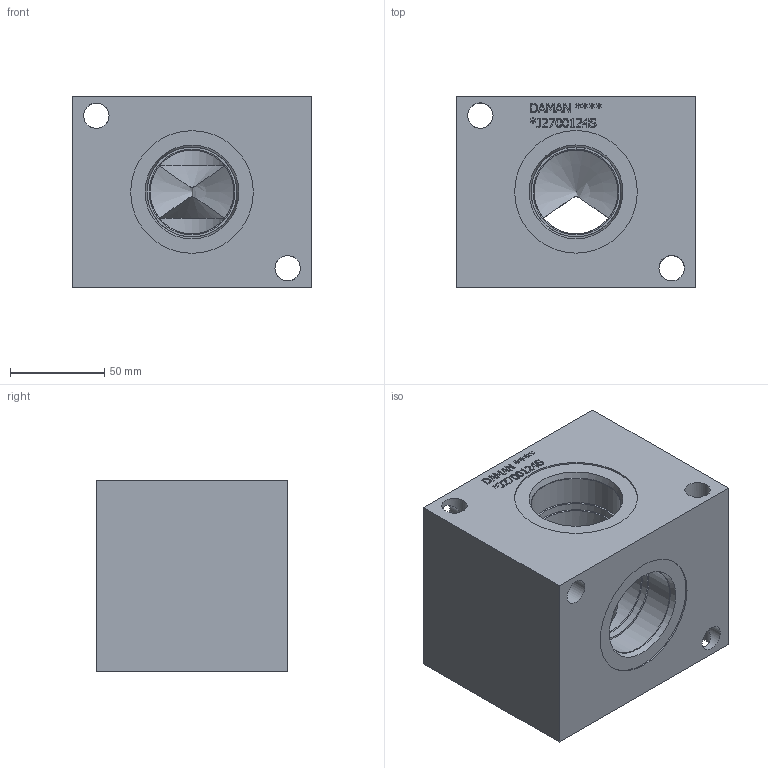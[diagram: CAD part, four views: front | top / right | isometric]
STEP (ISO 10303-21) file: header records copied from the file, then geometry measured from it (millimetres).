
FILE_DESCRIPTION(/* description */ (''),/* implementation_level */ '2;1');
FILE_NAME(/* name */ '_J2700124S.stp',/* time_stamp */ '2020-05-22T10:46:45-04:00',/* author */ ('alexanderw'),/* organization */ (''),/* preprocessor_version */ 'ST-DEVELOPER v17',/* originating_system */ 'Autodesk Inventor 2019',/* authorisation */ '');
FILE_SCHEMA (('AUTOMOTIVE_DESIGN { 1 0 10303 214 3 1 1 }'));
Length unit declared in the file: millimetre
Products named in the file (1): Part_AJ2700124S_3D
Bounding box: 127 x 101.6 x 101.6 mm (x, y, z)
Volume: 1051033.3 mm3; surface area: 101012.6 mm2
Topology: 1 solids, 1 shells, 343 faces, 947 edges, 629 vertices
Faces by surface type: plane 232, bspline 76, cylinder 23, cone 12
Full cylindrical faces by diameter (mm): 13.487 x8, 44.45 x3, 45.568 x3, 47.625 x3, 48.057 x3, 65.126 x3
Entity records: 11632 total; most frequent: CARTESIAN_POINT 2977, ORIENTED_EDGE 1888, DIRECTION 1404, EDGE_CURVE 944, LINE 708, VECTOR 708, VERTEX_POINT 629, EDGE_LOOP 385
